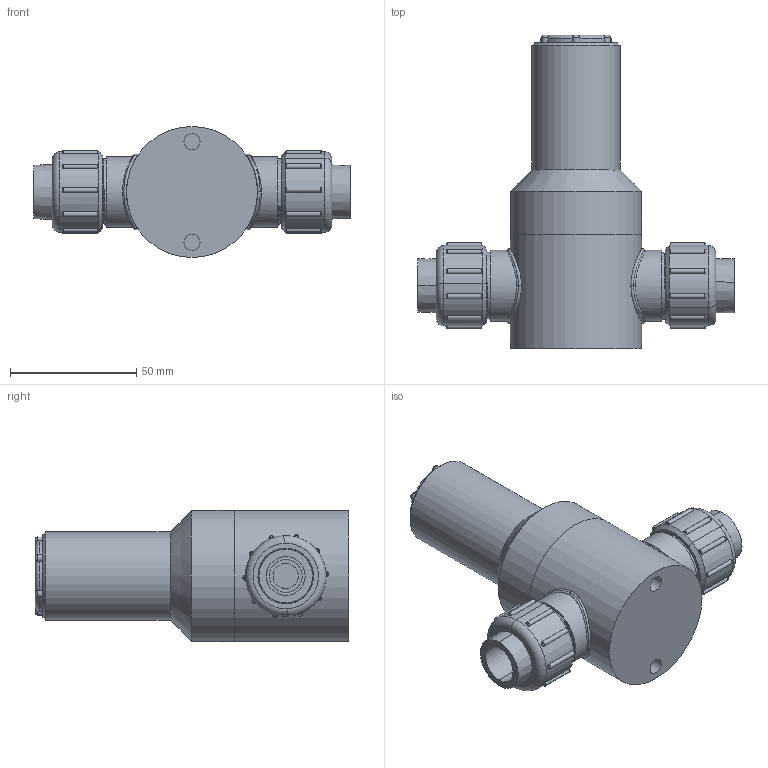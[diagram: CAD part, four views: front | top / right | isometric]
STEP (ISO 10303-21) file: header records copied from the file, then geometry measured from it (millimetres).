
FILE_DESCRIPTION (( 'STEP AP214' ), '1' );
FILE_NAME ('16-1102-1X.STEP', '2019-10-28T11:01:18', ( '' ), ( '' ), 'SwSTEP 2.0', 'SolidWorks 2020', '' );
FILE_SCHEMA (( 'AUTOMOTIVE_DESIGN' ));
Length unit declared in the file: millimetre
Products named in the file (7): 16mm fusion stubs - PP; PVC Bonnet all size_20mm GFPP; 16mm end; 16mm; 16-1102-1X; 16mm Cap; 16mm Fusion weld body - PS-90-146
Assembly tree (9 placements, depth 2):
  16-1102-1X
    16mm Fusion weld body - PS-90-146
    16mm fusion stubs - PP  x2
    PVC Bonnet all size_20mm GFPP
    16mm end  x2
    16mm  x2
    16mm Cap
Bounding box: 125.56 x 124.4 x 52 mm (x, y, z)
Volume: 242233 mm3; surface area: 54600.3 mm2
Topology: 9 solids, 9 shells, 255 faces, 561 edges, 366 vertices
Faces by surface type: cylinder 97, plane 91, torus 32, bspline 21, cone 14
Full cylindrical faces by diameter (mm): 6.35 x2, 10 x2, 11 x2, 12 x1, 17 x1, 25 x1, 26.441 x12, 27 x1, 28 x4, 31 x1, 35 x1, 35.182 x1, 52 x2
Entity records: 8708 total; most frequent: CARTESIAN_POINT 5144, DIRECTION 699, ORIENTED_EDGE 604, AXIS2_PLACEMENT_3D 317, EDGE_CURVE 302, EDGE_LOOP 221, VERTEX_POINT 213, FACE_OUTER_BOUND 183
